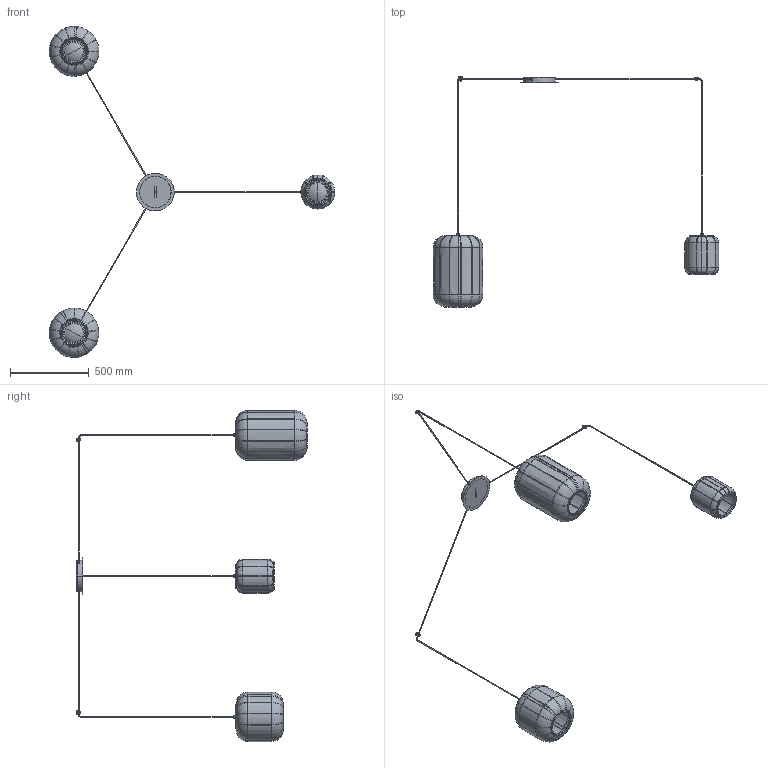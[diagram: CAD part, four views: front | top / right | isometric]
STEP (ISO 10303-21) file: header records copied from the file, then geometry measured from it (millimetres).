
FILE_DESCRIPTION (( 'STEP AP203' ), '1' );
FILE_NAME ('NANS S-3L 309222xxyyy.STEP', '2022-01-21T12:34:43', ( '' ), ( '' ), 'SwSTEP 2.0', 'SolidWorks 2019', '' );
FILE_SCHEMA (( 'CONFIG_CONTROL_DESIGN' ));
Length unit declared in the file: millimetre
Products named in the file (29): 000-914-096; 000-309-002; 000-309-047; 906-011 HO3VV-F^000-SUB309-002-5M; NANS S-3L 309222xxyyy; 000-309-001; 000-SUB309-002-5M; 920-005; CABLE UNIPOLAR^000-SUB309-08; 000-CABLE NANS SET 3-1; 000-309-041; 000-CABLE NANS SET 3; 000-245-127-12; D913-34A2; 000-CABLE NANS SET 3-2; D7991-38 A2; 000-309-025; 000-914-031; 000-309-006; 000-914-079; 000-309-017; 000-914-075; 000-309-042; 000-258-616; 000-SUB309-08; 000-309-021; 000-309-019
Assembly tree (60 placements, depth 3):
  NANS S-3L 309222xxyyy
    000-SUB309-08
      000-914-075  x3
      000-914-031  x3
      920-005  x3
      000-309-019
      000-309-021
    000-245-127-12  x3
    000-258-616  x3
    000-914-096  x3
    000-CABLE NANS SET 3
    000-CABLE NANS SET 3-1
    000-CABLE NANS SET 3-2
    000-309-006
    000-309-001
    000-309-002
    000-SUB309-002-5M
      000-309-047
      000-309-042
      D7991-38 A2  x2
      000-309-041
      000-309-025
      000-309-017
      D913-34A2
      906-011 HO3VV-F^000-SUB309-002-5M
      000-914-079
    000-SUB309-002-5M
      000-309-047
      000-309-042
      D7991-38 A2  x2
      000-309-041
      000-309-025
      000-309-017
      D913-34A2
      906-011 HO3VV-F^000-SUB309-002-5M
      000-914-079
    000-SUB309-002-5M
      000-309-047
      000-309-042
      D7991-38 A2  x2
      000-309-041
      000-309-025
      000-309-017
      D913-34A2
      906-011 HO3VV-F^000-SUB309-002-5M
      000-914-079
  CABLE UNIPOLAR^000-SUB309-08
Bounding box: 1815.67 x 1462.71 x 2104.48 mm (x, y, z)
Volume: 1098940.5 mm3; surface area: 3774242.7 mm2
Topology: 74 solids, 102 shells, 2718 faces, 6538 edges, 3963 vertices
Faces by surface type: plane 773, cylinder 714, torus 537, bspline 487, cone 195, sphere 12
Entity records: 57607 total; most frequent: CARTESIAN_POINT 22592, DIRECTION 6777, ORIENTED_EDGE 6374, EDGE_CURVE 3187, AXIS2_PLACEMENT_3D 2899, VERTEX_POINT 1944, CIRCLE 1661, EDGE_LOOP 1511
